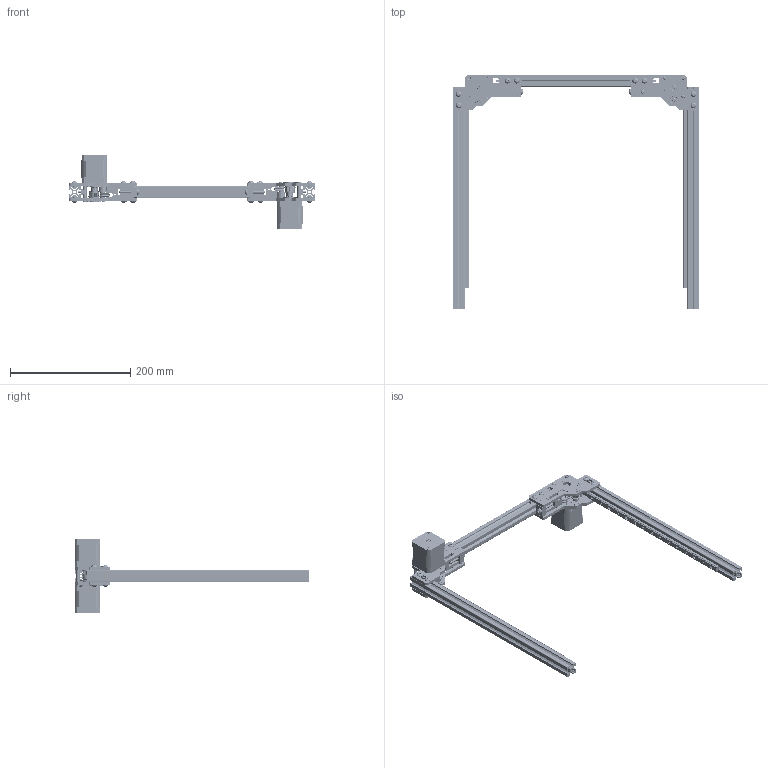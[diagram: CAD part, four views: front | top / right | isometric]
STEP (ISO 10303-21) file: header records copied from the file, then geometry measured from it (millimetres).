
FILE_DESCRIPTION(/* description */ ('','CAx-IF Rec.Pracs.---Representation and Presentation of Product Manufacturing Information (PMI)---4.0---2014-10-13'),/* implementation_level */ '2;1');
FILE_NAME(/* name */ '_28_Sheet_metal_VT_6mm_rear_motor_mounts_NP_2.step',/* time_stamp */ '2025-01-28T17:01:35+01:00',/* author */ (''),/* organization */ (''),/* preprocessor_version */ 'ST-DEVELOPER v20',/* originating_system */ 'Autodesk Translation Framework v13.20.0.188',/* authorisation */ '');
FILE_SCHEMA (('AP242_MANAGED_MODEL_BASED_3D_ENGINEERING_MIM_LF { 1 0 10303 442 1 1 4 }'));
Length unit declared in the file: millimetre
Products named in the file (46): _28_Sheet_metal_VT_6mm_rear_motor_mounts_NP_2; _Sheet_metal_VT_6mm_rear_motor_mount_1; _Sheet_metal_VT_6mm_rear_motor_mount_hardware_1; _Sheet_metal_6mm_rear_motor_mount_motion_1; _GT2_20T_6mm_pulley_de-hubbed; NEMA17; _Sheet_metal_VT_6mm_rear_motor_mount_1_1; _Sheet_metal_VT_6mm_rear_motor_mount_hardware_1_1; M5 washer; M3x6 BHCS; Tensioner wire for 6mm; M5x30 BHCS; M3x35 BHCS; M3xD6x20 spacer; M3 washer; M3x6 FHCS; M3x8 FHCS; M5x10 BHCS; _Sheet_metal_6mm_rear_motor_mount_motion_1_1; GT2 20T 6mm pulley; Shim 0.2mm; Di=5mm L0=5mm compression spring; _GT2_20T_6mm_pulley_de-hubbed_1; GT2 20T 6mm pulley de-hubbed; M4x2.5 set screw; F695 flanged bearing; Shim 1mm; Shim 0.5mm; M5xD8x5 spacer; D5x30 smooth pin; NEMA17_1; _stepper; _standard shaft; Sheet_metal_6mm_spacer_b_2_or_2.5mm; Sheet_metal_6mm_tensioner_b_4.7-5mm; Sheet_metal_6mm_tensioner_a_4.7-5mm; Sheet_metal_6mm_tensioner_c_4.7-5mm; Sheet_metal_VT_rear_motor_mount_a_4.7-5mm; Sheet_metal_VT_rear_motor_mount_b_4.7-5mm; _HFSB5-2020-370 ...
Assembly tree (169 placements, depth 5):
  _28_Sheet_metal_VT_6mm_rear_motor_mounts_NP_2
    _Sheet_metal_VT_6mm_rear_motor_mount_1
      _Sheet_metal_VT_6mm_rear_motor_mount_hardware_1
        M5 washer
        M3x6 BHCS
        Tensioner wire for 6mm
        M3x6 FHCS  x4
        M3 washer  x3
        M3x35 BHCS  x3
        M5x30 BHCS
        M5x10 BHCS  x8
        M3xD6x20 spacer  x3
        M3x8 FHCS  x2
        M5 2020 drop-in T-nut  x4
      _Sheet_metal_6mm_rear_motor_mount_motion_1
        F695 flanged bearing  x5
        GT2 20T 6mm pulley
        Shim 0.2mm
        Di=5mm L0=5mm compression spring
        D5x30 smooth pin  x2
        _GT2_20T_6mm_pulley_de-hubbed
          GT2 20T 6mm pulley de-hubbed
          M4x2.5 set screw  x2
        Shim 1mm  x3
        M5xD8x5 spacer  x2
        Shim 0.5mm
        NEMA17
          _stepper
          _standard shaft
      Sheet_metal_6mm_spacer_b_2_or_2.5mm
      Sheet_metal_6mm_tensioner_b_4.7-5mm
      Sheet_metal_6mm_tensioner_a_4.7-5mm
      Sheet_metal_6mm_tensioner_c_4.7-5mm
      Sheet_metal_VT_rear_motor_mount_a_4.7-5mm
      Sheet_metal_VT_rear_motor_mount_b_4.7-5mm
    _Sheet_metal_VT_6mm_rear_motor_mount_1_1
      _Sheet_metal_VT_6mm_rear_motor_mount_hardware_1_1
        M5 washer
        M3x6 BHCS
        Tensioner wire for 6mm
        M3x6 FHCS  x4
        M3 washer  x3
        M3x35 BHCS  x3
        M5x30 BHCS
        M5x10 BHCS  x8
        M3xD6x20 spacer  x3
        M3x8 FHCS  x2
        M5 2020 drop-in T-nut  x4
      _Sheet_metal_6mm_rear_motor_mount_motion_1_1
        F695 flanged bearing  x5
        GT2 20T 6mm pulley
        Shim 0.2mm
        Di=5mm L0=5mm compression spring
        D5x30 smooth pin  x2
        _GT2_20T_6mm_pulley_de-hubbed_1
          GT2 20T 6mm pulley de-hubbed
          M4x2.5 set screw  x2
        Shim 1mm  x3
        M5xD8x5 spacer  x2
        Shim 0.5mm
Bounding box: 410 x 390.1 x 124 mm (x, y, z)
Volume: 495828.4 mm3; surface area: 324340.4 mm2
Topology: 173 solids, 173 shells, 4201 faces, 10033 edges, 6366 vertices
Faces by surface type: plane 1846, cylinder 1427, cone 734, bspline 102, torus 66, sphere 26
Full cylindrical faces by diameter (mm): 2.464 x8, 2.5 x18, 3 x66, 3.1 x20, 3.2 x6, 3.4 x6, 3.5 x30, 4.2 x21, 5 x52, 5.001 x2, 5.1 x12, 5.3 x2, 5.5 x30, 5.7 x8, 6 x48, 6.5 x22, 7 x6, 7.823 x4, 8 x14, 8.141 x4, 9 x2, 9.5 x18, 10 x4, 11.5 x20, 12 x4, 13 x10, 13.03 x8, 15 x10, 16 x8, 22 x2
Entity records: 50293 total; most frequent: CARTESIAN_POINT 10831, DIRECTION 8527, ORIENTED_EDGE 7542, EDGE_CURVE 3771, AXIS2_PLACEMENT_3D 3198, VERTEX_POINT 2444, LINE 2131, VECTOR 2131
